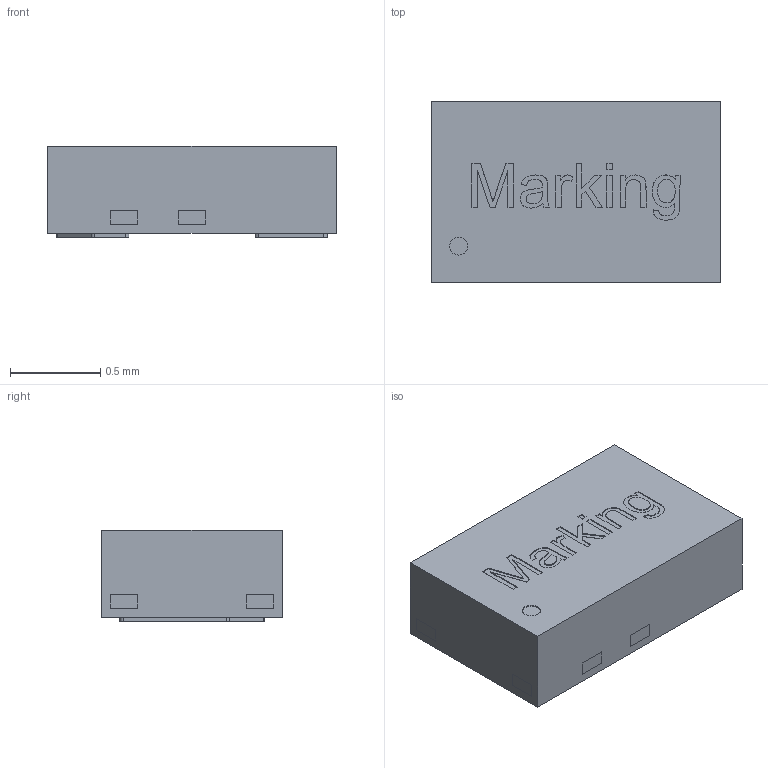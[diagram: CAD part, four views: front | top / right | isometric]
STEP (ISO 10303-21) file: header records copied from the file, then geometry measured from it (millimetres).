
FILE_DESCRIPTION( ( 'Unknown' ), '1' );
FILE_NAME( 'DFN1610-2L_82404581x.stp', 'Unknown', ( 'Unknown' ), ( 'Unknown' ), 'PSStep 19.0.9', 'Unknown', ' ' );
FILE_SCHEMA( ( 'AUTOMOTIVE_DESIGN { 1 0 10303 214 1 1 1 1 }' ) );
Length unit declared in the file: millimetre
Products named in the file (9): Assem1; pins; housing
Assembly tree (8 placements, depth 2):
  Assem1
    pins
    pins
    pins
    pins
    pins
    pins
    pins
    housing
Bounding box: 1.6 x 1 x 0.51 mm (x, y, z)
Volume: 0.8 mm3; surface area: 8.7 mm2
Topology: 8 solids, 8 shells, 204 faces, 513 edges, 340 vertices
Faces by surface type: plane 169, cylinder 19, extrusion 16
Full cylindrical faces by diameter (mm): 0.1 x1
Entity records: 8444 total; most frequent: CARTESIAN_POINT 1965, ORIENTED_EDGE 1022, DIRECTION 835, EDGE_CURVE 511, VECTOR 365, LINE 349, VERTEX_POINT 340, AXIS2_PLACEMENT_3D 235
